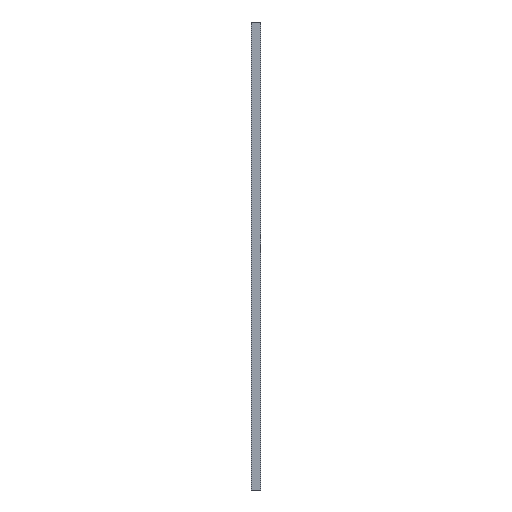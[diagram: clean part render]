
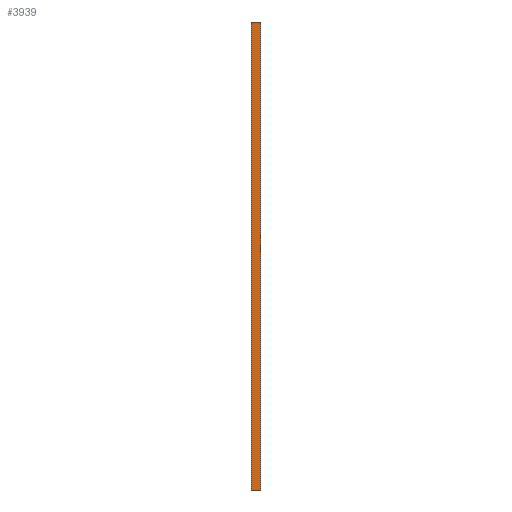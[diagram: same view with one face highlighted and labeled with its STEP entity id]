
A CAD part, left-side view. The second image highlights one B-rep face of the part: STEP entity #3939.
In plain terms, the highlighted planar face has unit normal (-1, 0, 0).
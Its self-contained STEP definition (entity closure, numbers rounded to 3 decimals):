
#588=FACE_OUTER_BOUND('',#885,.T.);
#885=EDGE_LOOP('',(#3649,#3650,#3651,#3652));
#1210=LINE('',#6402,#1579);
#1222=LINE('',#6453,#1591);
#1254=LINE('',#6541,#1623);
#1255=LINE('',#6543,#1624);
#1579=VECTOR('',#5283,10.);
#1591=VECTOR('',#5323,10.);
#1623=VECTOR('',#5425,10.);
#1624=VECTOR('',#5428,10.);
#1948=VERTEX_POINT('',#6399);
#1949=VERTEX_POINT('',#6401);
#1973=VERTEX_POINT('',#6450);
#1974=VERTEX_POINT('',#6452);
#2478=EDGE_CURVE('',#1948,#1949,#1210,.T.);
#2503=EDGE_CURVE('',#1974,#1973,#1222,.T.);
#2548=EDGE_CURVE('',#1973,#1949,#1254,.T.);
#2549=EDGE_CURVE('',#1974,#1948,#1255,.T.);
#3649=ORIENTED_EDGE('',*,*,#2503,.T.);
#3650=ORIENTED_EDGE('',*,*,#2548,.T.);
#3651=ORIENTED_EDGE('',*,*,#2478,.F.);
#3652=ORIENTED_EDGE('',*,*,#2549,.F.);
#3752=PLANE('',#4314);
#3939=ADVANCED_FACE('',(#588),#3752,.T.);
#4314=AXIS2_PLACEMENT_3D('',#6542,#5426,#5427);
#5283=DIRECTION('',(0.,0.,-1.));
#5323=DIRECTION('',(0.,0.,-1.));
#5425=DIRECTION('',(0.,-1.,0.));
#5426=DIRECTION('center_axis',(-1.,0.,0.));
#5427=DIRECTION('ref_axis',(0.,0.,-1.));
#5428=DIRECTION('',(0.,-1.,0.));
#6399=CARTESIAN_POINT('',(-50.,-152.,100.));
#6401=CARTESIAN_POINT('',(-50.,-152.,0.));
#6402=CARTESIAN_POINT('',(-50.,-152.,100.));
#6450=CARTESIAN_POINT('',(-50.,-150.,0.));
#6452=CARTESIAN_POINT('',(-50.,-150.,100.));
#6453=CARTESIAN_POINT('',(-50.,-150.,100.));
#6541=CARTESIAN_POINT('',(-50.,-150.,0.));
#6542=CARTESIAN_POINT('Origin',(-50.,-150.,100.));
#6543=CARTESIAN_POINT('',(-50.,-150.,100.));
